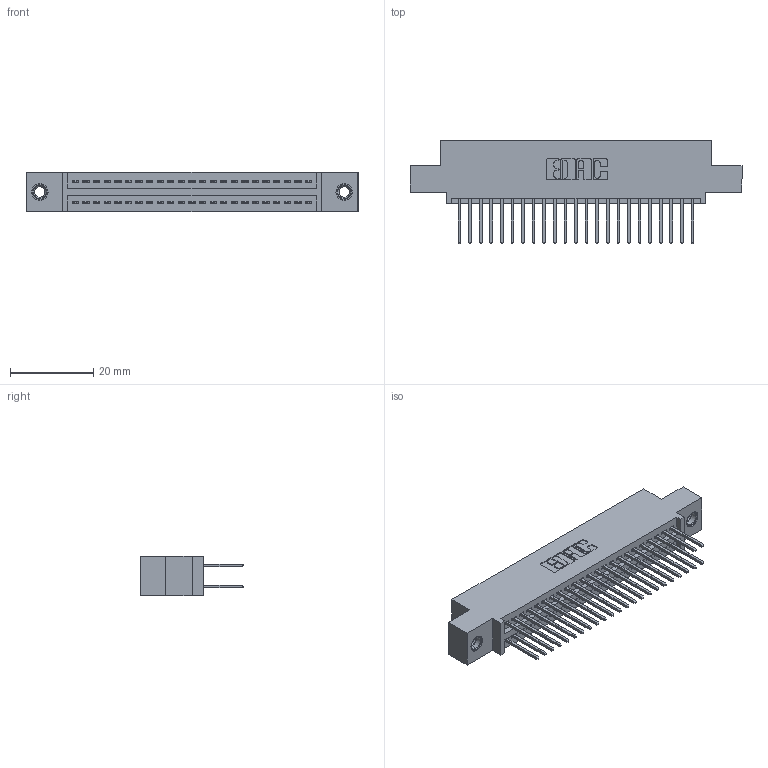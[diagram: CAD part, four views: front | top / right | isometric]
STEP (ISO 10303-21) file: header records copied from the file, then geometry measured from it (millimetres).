
FILE_DESCRIPTION (( 'STEP AP203' ), '1' );
FILE_NAME ('345-046-523-507.STEP', '2019-10-29T01:38:29', ( '' ), ( '' ), 'SwSTEP 2.0', 'SolidWorks 2016', '' );
FILE_SCHEMA (( 'CONFIG_CONTROL_DESIGN' ));
Length unit declared in the file: inch
Products named in the file (4): 345-250-001_345-250-005-103; 345-292-001_345-293-123; 345-046-523-507; 345 Part_0.110 Offset - 0.156 Dia-TI
Assembly tree (49 placements, depth 2):
  345-046-523-507
    345 Part_0.110 Offset - 0.156 Dia-TI
    345-292-001_345-293-123  x46
    345-250-001_345-250-005-103  x2
Bounding box: 79.63 x 24.82 x 9.4 mm (x, y, z)
Volume: 7566.3 mm3; surface area: 11359.9 mm2
Topology: 49 solids, 49 shells, 2490 faces, 7343 edges, 4826 vertices
Faces by surface type: plane 1634, cylinder 840, cone 12, torus 4
Entity records: 21940 total; most frequent: CARTESIAN_POINT 3679, ORIENTED_EDGE 3606, DIRECTION 3293, EDGE_CURVE 1803, VECTOR 1559, LINE 1559, VERTEX_POINT 1196, AXIS2_PLACEMENT_3D 867
